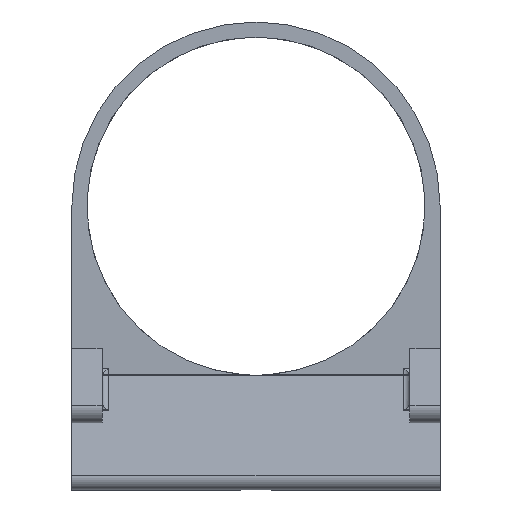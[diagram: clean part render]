
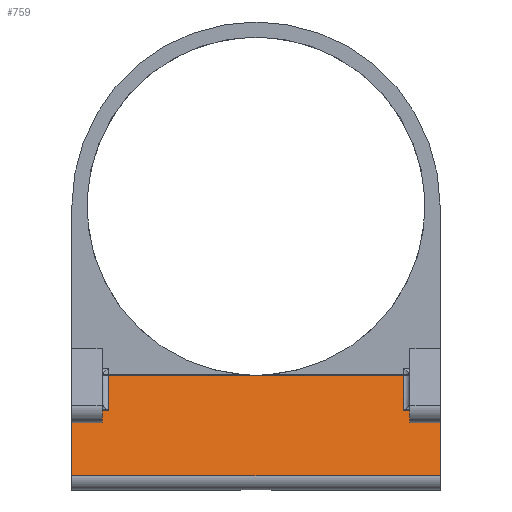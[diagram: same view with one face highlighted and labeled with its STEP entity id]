
A CAD part, top view. The second image highlights one B-rep face of the part: STEP entity #759.
In plain terms, the highlighted planar face has unit normal (0, 0.174, 0.985).
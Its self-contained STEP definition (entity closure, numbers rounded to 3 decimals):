
#140=CARTESIAN_POINT('',(-30.5,-44.653,2.936));
#141=VERTEX_POINT('',#140);
#149=CARTESIAN_POINT('',(-30.5,-33.909,1.042));
#150=VERTEX_POINT('',#149);
#151=CARTESIAN_POINT('',(-30.5,-44.653,2.936));
#152=DIRECTION('',(0.,0.985,-0.174));
#153=VECTOR('',#152,10.91);
#154=LINE('',#151,#153);
#155=EDGE_CURVE('',#141,#150,#154,.T.);
#697=CARTESIAN_POINT('',(-51.,-44.249,2.865));
#698=DIRECTION('',(0.,0.174,0.985));
#699=DIRECTION('',(0.,-0.985,0.174));
#700=AXIS2_PLACEMENT_3D('',#697,#698,#699);
#701=PLANE('',#700);
#702=ORIENTED_EDGE('',*,*,#155,.F.);
#703=CARTESIAN_POINT('',(30.5,-44.653,2.936));
#704=VERTEX_POINT('',#703);
#705=CARTESIAN_POINT('',(30.5,-44.653,2.936));
#706=DIRECTION('',(-1.,0.,0.));
#707=VECTOR('',#706,61.);
#708=LINE('',#705,#707);
#709=EDGE_CURVE('',#704,#141,#708,.T.);
#710=ORIENTED_EDGE('',*,*,#709,.F.);
#711=CARTESIAN_POINT('',(30.5,-33.909,1.042));
#712=VERTEX_POINT('',#711);
#713=CARTESIAN_POINT('',(30.5,-44.653,2.936));
#714=DIRECTION('',(0.,0.985,-0.174));
#715=VECTOR('',#714,10.91);
#716=LINE('',#713,#715);
#717=EDGE_CURVE('',#704,#712,#716,.T.);
#718=ORIENTED_EDGE('',*,*,#717,.T.);
#719=CARTESIAN_POINT('',(24.5,-33.909,1.042));
#720=VERTEX_POINT('',#719);
#721=CARTESIAN_POINT('',(30.5,-33.909,1.042));
#722=DIRECTION('',(-1.,-0.,0.));
#723=VECTOR('',#722,6.);
#724=LINE('',#721,#723);
#725=EDGE_CURVE('',#712,#720,#724,.T.);
#726=ORIENTED_EDGE('',*,*,#725,.T.);
#727=CARTESIAN_POINT('',(24.5,-28.086,0.015));
#728=VERTEX_POINT('',#727);
#729=CARTESIAN_POINT('',(24.5,-33.909,1.042));
#730=DIRECTION('',(-0.,0.985,-0.174));
#731=VECTOR('',#730,5.913);
#732=LINE('',#729,#731);
#733=EDGE_CURVE('',#720,#728,#732,.T.);
#734=ORIENTED_EDGE('',*,*,#733,.T.);
#735=CARTESIAN_POINT('',(-24.5,-28.086,0.015));
#736=VERTEX_POINT('',#735);
#737=CARTESIAN_POINT('',(-24.5,-28.086,0.015));
#738=DIRECTION('',(1.,0.,-0.));
#739=VECTOR('',#738,49.);
#740=LINE('',#737,#739);
#741=EDGE_CURVE('',#736,#728,#740,.T.);
#742=ORIENTED_EDGE('',*,*,#741,.F.);
#743=CARTESIAN_POINT('',(-24.5,-33.909,1.042));
#744=VERTEX_POINT('',#743);
#745=CARTESIAN_POINT('',(-24.5,-33.909,1.042));
#746=DIRECTION('',(-0.,0.985,-0.174));
#747=VECTOR('',#746,5.913);
#748=LINE('',#745,#747);
#749=EDGE_CURVE('',#744,#736,#748,.T.);
#750=ORIENTED_EDGE('',*,*,#749,.F.);
#751=CARTESIAN_POINT('',(-30.5,-33.909,1.042));
#752=DIRECTION('',(1.,-0.,-0.));
#753=VECTOR('',#752,6.);
#754=LINE('',#751,#753);
#755=EDGE_CURVE('',#150,#744,#754,.T.);
#756=ORIENTED_EDGE('',*,*,#755,.F.);
#757=EDGE_LOOP('',(#702,#710,#718,#726,#734,#742,#750,#756));
#758=FACE_BOUND('',#757,.T.);
#759=ADVANCED_FACE('',(#758),#701,.T.);
